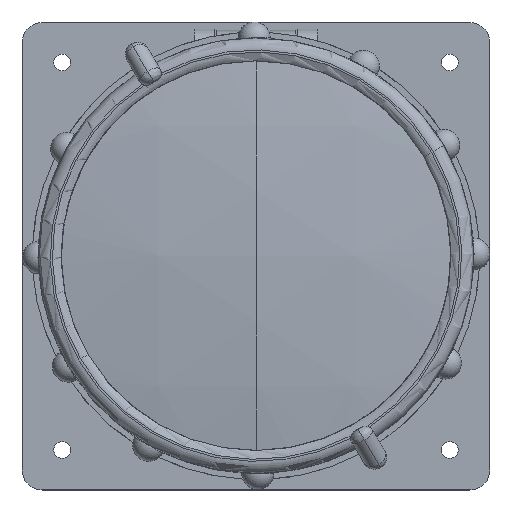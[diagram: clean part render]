
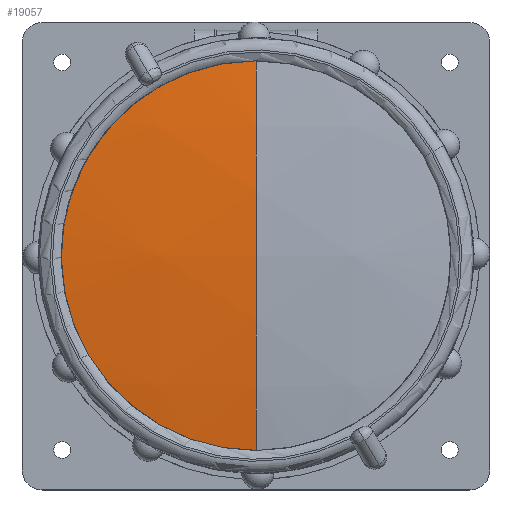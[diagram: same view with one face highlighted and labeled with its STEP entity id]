
A CAD part, top view. The second image highlights one B-rep face of the part: STEP entity #19057.
In plain terms, the highlighted spherical face has radius 335 mm.
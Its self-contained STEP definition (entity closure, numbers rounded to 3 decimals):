
#1723 = AXIS2_PLACEMENT_3D ( 'NONE', #18042, #1953, #31537 ) ;
#1953 = DIRECTION ( 'NONE',  ( 0., 0., 1. ) ) ;
#2603 = CARTESIAN_POINT ( 'NONE',  ( 0., 0., -242.971 ) ) ;
#3504 = AXIS2_PLACEMENT_3D ( 'NONE', #9330, #12165, #28254 ) ;
#3672 = ORIENTED_EDGE ( 'NONE', *, *, #17351, .T. ) ;
#4366 = CARTESIAN_POINT ( 'NONE',  ( 0., 48.75, 88.463 ) ) ;
#5250 = DIRECTION ( 'NONE',  ( -1., 0., 0. ) ) ;
#5752 = SPHERICAL_SURFACE ( 'NONE', #24790, 335. ) ;
#6260 = CIRCLE ( 'NONE', #33094, 48.75 ) ;
#6640 = VERTEX_POINT ( 'NONE', #28676 ) ;
#9330 = CARTESIAN_POINT ( 'NONE',  ( 0., 0., -242.971 ) ) ;
#10554 = CARTESIAN_POINT ( 'NONE',  ( 0., 0., 88.463 ) ) ;
#11409 = VERTEX_POINT ( 'NONE', #4366 ) ;
#12165 = DIRECTION ( 'NONE',  ( -1., 0., 0. ) ) ;
#12234 = FACE_OUTER_BOUND ( 'NONE', #21192, .T. ) ;
#12800 = AXIS2_PLACEMENT_3D ( 'NONE', #21602, #32259, #18958 ) ;
#15409 = CARTESIAN_POINT ( 'NONE',  ( -42.018, -24.72, 88.463 ) ) ;
#15436 = ORIENTED_EDGE ( 'NONE', *, *, #23770, .T. ) ;
#15635 = EDGE_CURVE ( 'NONE', #6640, #18109, #27900, .T. ) ;
#15776 = DIRECTION ( 'NONE',  ( 0., -1., 0. ) ) ;
#16121 = DIRECTION ( 'NONE',  ( -1., 0., 0. ) ) ;
#16553 = CARTESIAN_POINT ( 'NONE',  ( 0., -48.75, 88.463 ) ) ;
#16580 = EDGE_CURVE ( 'NONE', #31183, #18109, #31349, .T. ) ;
#17351 = EDGE_CURVE ( 'NONE', #6640, #11409, #22487, .T. ) ;
#18042 = CARTESIAN_POINT ( 'NONE',  ( 0., 0., 88.463 ) ) ;
#18109 = VERTEX_POINT ( 'NONE', #16553 ) ;
#18958 = DIRECTION ( 'NONE',  ( 0., 1., 0. ) ) ;
#19057 = ADVANCED_FACE ( 'NONE', ( #12234 ), #5752, .T. ) ;
#19236 = ORIENTED_EDGE ( 'NONE', *, *, #15635, .F. ) ;
#19665 = ORIENTED_EDGE ( 'NONE', *, *, #16580, .T. ) ;
#21192 = EDGE_LOOP ( 'NONE', ( #19236, #3672, #15436, #19665 ) ) ;
#21602 = CARTESIAN_POINT ( 'NONE',  ( 0., 0., -242.971 ) ) ;
#22487 = CIRCLE ( 'NONE', #3504, 335. ) ;
#23770 = EDGE_CURVE ( 'NONE', #11409, #31183, #6260, .T. ) ;
#24021 = DIRECTION ( 'NONE',  ( 0., 0., 1. ) ) ;
#24790 = AXIS2_PLACEMENT_3D ( 'NONE', #2603, #16121, #15776 ) ;
#27900 = CIRCLE ( 'NONE', #12800, 335. ) ;
#28254 = DIRECTION ( 'NONE',  ( 0., -1., 0. ) ) ;
#28676 = CARTESIAN_POINT ( 'NONE',  ( 0., 0., 92.029 ) ) ;
#31183 = VERTEX_POINT ( 'NONE', #15409 ) ;
#31349 = CIRCLE ( 'NONE', #1723, 48.75 ) ;
#31537 = DIRECTION ( 'NONE',  ( -1., 0., 0. ) ) ;
#32259 = DIRECTION ( 'NONE',  ( 1., 0., 0. ) ) ;
#33094 = AXIS2_PLACEMENT_3D ( 'NONE', #10554, #24021, #5250 ) ;
